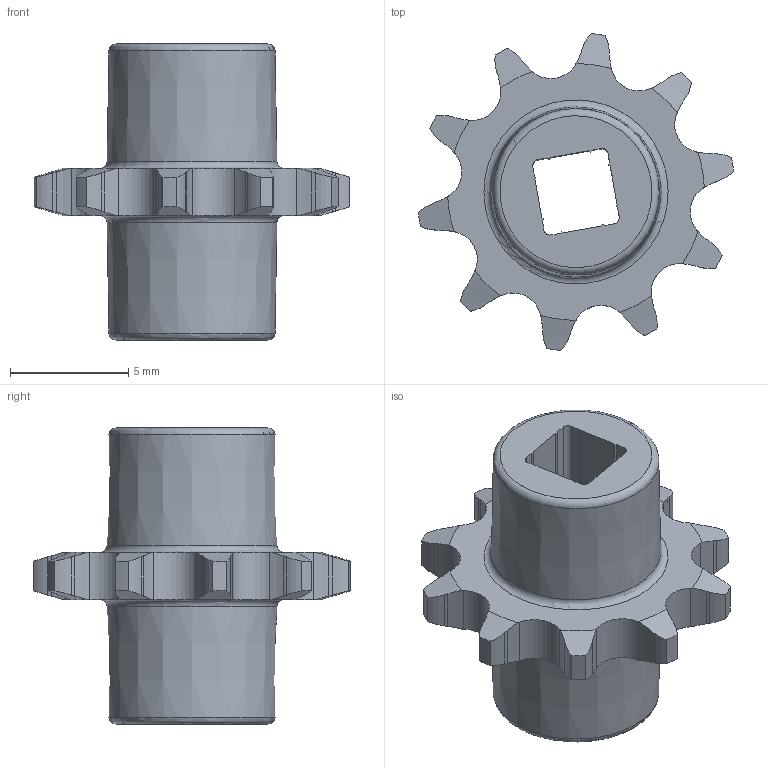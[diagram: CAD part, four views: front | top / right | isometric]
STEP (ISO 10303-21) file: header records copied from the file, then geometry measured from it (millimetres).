
FILE_DESCRIPTION(/* description */ (''),/* implementation_level */ '2;1');
FILE_NAME(/* name */ '10-Tooth Sprocket.ipt.step',/* time_stamp */ '2020-04-16T22:53:54-04:00',/* author */ ('Jordan'),/* organization */ (''),/* preprocessor_version */ 'ST-DEVELOPER v17',/* originating_system */ 'Autodesk Inventor 2019',/* authorisation */ '');
FILE_SCHEMA (('AUTOMOTIVE_DESIGN { 1 0 10303 214 3 1 1 }'));
Length unit declared in the file: inch
Products named in the file (1): 10-Tooth Sprocket
Bounding box: 13.32 x 13.38 x 12.5 mm (x, y, z)
Volume: 480.4 mm3; surface area: 655.3 mm2
Topology: 1 solids, 1 shells, 150 faces, 454 edges, 308 vertices
Faces by surface type: cylinder 72, plane 52, cone 22, torus 4
Entity records: 6075 total; most frequent: CARTESIAN_POINT 2039, ORIENTED_EDGE 908, DIRECTION 780, EDGE_CURVE 454, VERTEX_POINT 308, AXIS2_PLACEMENT_3D 301, LINE 178, VECTOR 178
